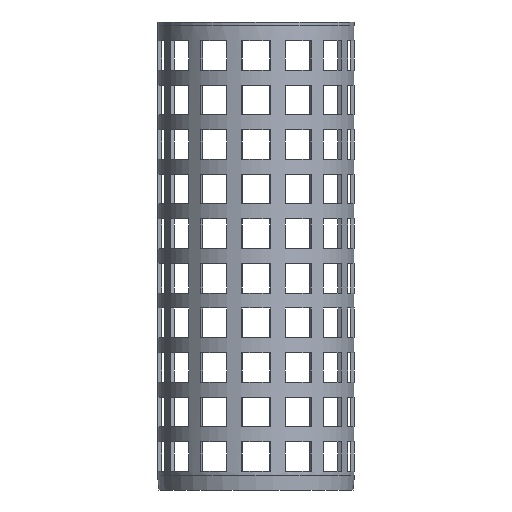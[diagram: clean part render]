
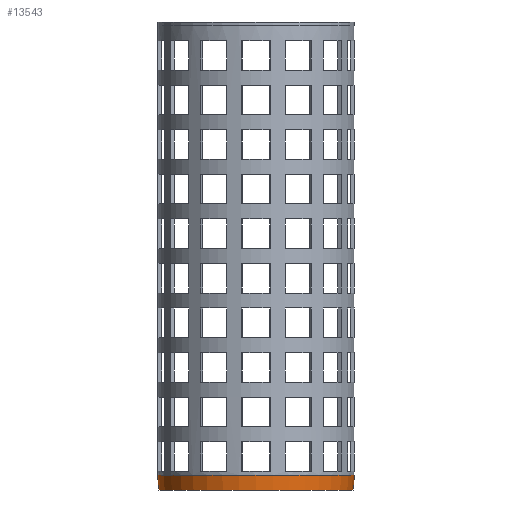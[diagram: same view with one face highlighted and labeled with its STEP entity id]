
A CAD part, front view. The second image highlights one B-rep face of the part: STEP entity #13543.
In plain terms, the highlighted conical face has half-angle 5 degrees and reference radius 263.25 mm.
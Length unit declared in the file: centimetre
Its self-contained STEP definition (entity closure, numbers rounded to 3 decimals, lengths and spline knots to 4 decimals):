
#18=CONICAL_SURFACE('',#14781,26.325,0.087);
#1690=LINE('',#22439,#3020);
#3020=VECTOR('',#18585,26.325);
#3665=FACE_OUTER_BOUND('',#4633,.T.);
#4633=EDGE_LOOP('',(#12262,#12263,#12264,#12265));
#5225=CIRCLE('',#14779,26.5);
#5226=CIRCLE('',#14782,26.15);
#6505=VERTEX_POINT('',#22432);
#6506=VERTEX_POINT('',#22437);
#8424=EDGE_CURVE('',#6505,#6505,#5225,.T.);
#8425=EDGE_CURVE('',#6506,#6506,#5226,.T.);
#8426=EDGE_CURVE('',#6506,#6505,#1690,.T.);
#12262=ORIENTED_EDGE('',*,*,#8425,.F.);
#12263=ORIENTED_EDGE('',*,*,#8426,.T.);
#12264=ORIENTED_EDGE('',*,*,#8424,.T.);
#12265=ORIENTED_EDGE('',*,*,#8426,.F.);
#13543=ADVANCED_FACE('',(#3665),#18,.T.);
#14779=AXIS2_PLACEMENT_3D('',#22434,#18577,#18578);
#14781=AXIS2_PLACEMENT_3D('',#22436,#18581,#18582);
#14782=AXIS2_PLACEMENT_3D('',#22438,#18583,#18584);
#18577=DIRECTION('center_axis',(0.,0.,-1.));
#18578=DIRECTION('ref_axis',(1.,0.,0.));
#18581=DIRECTION('center_axis',(0.,0.,1.));
#18582=DIRECTION('ref_axis',(1.,0.,0.));
#18583=DIRECTION('center_axis',(0.,0.,-1.));
#18584=DIRECTION('ref_axis',(1.,0.,0.));
#18585=DIRECTION('',(-0.087,0.,0.996));
#22432=CARTESIAN_POINT('',(146.0396,-226.5586,101.075));
#22434=CARTESIAN_POINT('Origin',(172.5396,-226.5586,101.075));
#22436=CARTESIAN_POINT('Origin',(172.5396,-226.5586,99.075));
#22437=CARTESIAN_POINT('',(146.3896,-226.5586,97.075));
#22438=CARTESIAN_POINT('Origin',(172.5396,-226.5586,97.075));
#22439=CARTESIAN_POINT('',(146.2146,-226.5586,99.075));
